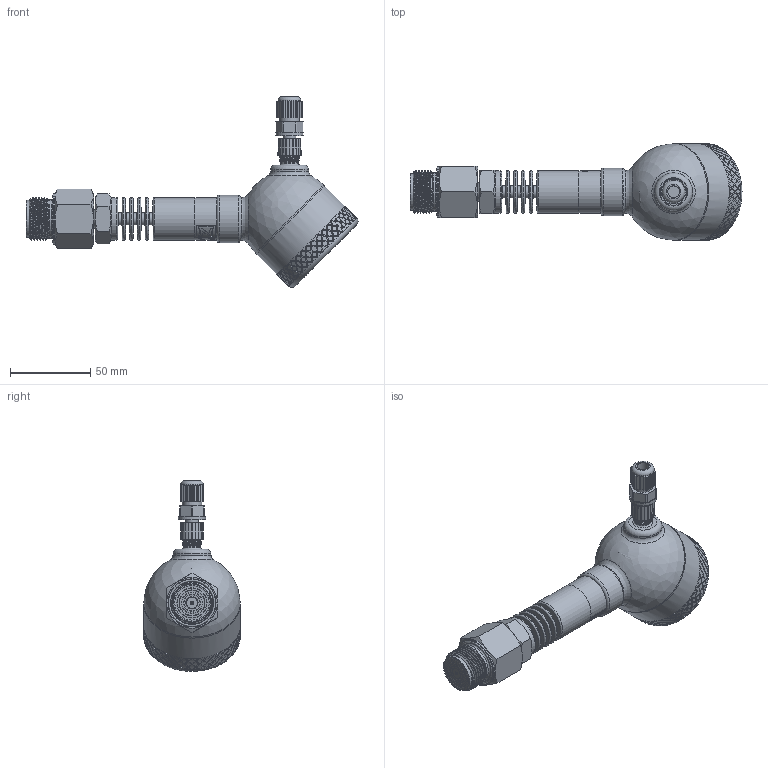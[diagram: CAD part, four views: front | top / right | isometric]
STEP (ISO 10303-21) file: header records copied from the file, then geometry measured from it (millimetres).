
FILE_DESCRIPTION(/* description */ (''),/* implementation_level */ '2;1');
FILE_NAME(/* name */ 'APZ3420mFH_G3''4DIN-flush_radiator_3_display.step',/* time_stamp */ '2021-07-07T15:51:25+03:00',/* author */ (''),/* organization */ (''),/* preprocessor_version */ 'ST-DEVELOPER v18.1',/* originating_system */ 'Autodesk Translation Framework v10.9.0.1377',/* authorisation */ '');
FILE_SCHEMA (('AUTOMOTIVE_DESIGN { 1 0 10303 214 3 1 1 }'));
Length unit declared in the file: millimetre
Products named in the file (9): АПЗ420М-полевойкорпус-
заполненный; Заполненный полевой 
корпус v13; Cover for display; Display; Main body; M12x1 adapter; M12x1 female straight v9; G1\4EN radiator; G3'4DIN diaphragm 23 v6
Assembly tree (7 placements, depth 3):
  АПЗ420М-полевойкорпус-
заполненный
    Заполненный полевой 
корпус v13
      Cover for display
      Display
      Main body
      M12x1 adapter
      M12x1 female straight v9
    G1\4EN radiator
  G3'4DIN diaphragm 23 v6
Bounding box: 206.48 x 60.1 x 118.64 mm (x, y, z)
Volume: 263392.6 mm3; surface area: 63326.1 mm2
Topology: 18 solids, 18 shells, 1864 faces, 4702 edges, 3093 vertices
Faces by surface type: bspline 1002, plane 400, cylinder 359, torus 52, cone 50, sphere 1
Full cylindrical faces by diameter (mm): 1 x4, 2 x1, 3.3 x1, 4 x1, 5 x7, 7.3 x1, 7.5 x5, 8 x4, 9.3 x1, 9.5 x2, 10.293 x1, 10.5 x2, 10.741 x7, 11 x1, 11.445 x5, 11.884 x6, 12 x1, 13.157 x9, 14 x1, 17 x1, 19.7 x1, 21.6 x1, 21.767 x1, 22.4 x1, 23 x1, 23.6 x1, 24 x1, 24.117 x6, 24.5 x2, 26.5 x3
Entity records: 84932 total; most frequent: CARTESIAN_POINT 47710, ORIENTED_EDGE 9400, EDGE_CURVE 4700, DIRECTION 4350, VERTEX_POINT 3093, B_SPLINE_CURVE_WITH_KNOTS 2782, EDGE_LOOP 2123, FACE_OUTER_BOUND 1864
